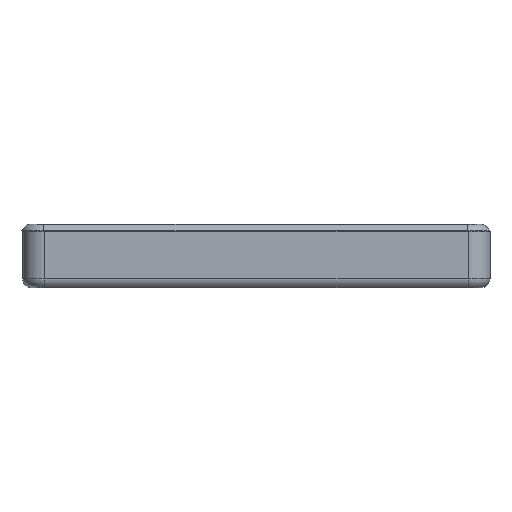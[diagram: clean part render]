
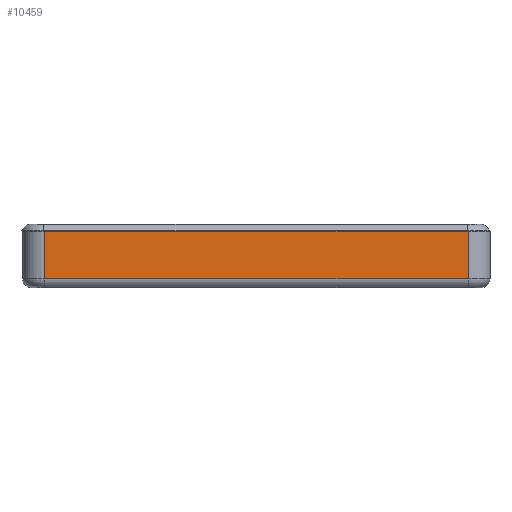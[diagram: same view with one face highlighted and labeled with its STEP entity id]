
A CAD part, left-side view. The second image highlights one B-rep face of the part: STEP entity #10459.
In plain terms, the highlighted planar face has unit normal (-1, 0, 0).
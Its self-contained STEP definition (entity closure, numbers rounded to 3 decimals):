
#1927=FACE_OUTER_BOUND('',#2714,.T.);
#2714=EDGE_LOOP('',(#9728,#9729,#9730,#9731));
#3474=LINE('',#19367,#4273);
#3492=LINE('',#19426,#4291);
#3505=LINE('',#19453,#4304);
#3511=LINE('',#19475,#4310);
#4273=VECTOR('',#13435,10.);
#4291=VECTOR('',#13497,10.);
#4304=VECTOR('',#13520,10.);
#4310=VECTOR('',#13542,10.);
#5256=VERTEX_POINT('',#19360);
#5258=VERTEX_POINT('',#19365);
#5277=VERTEX_POINT('',#19425);
#5286=VERTEX_POINT('',#19452);
#6705=EDGE_CURVE('',#5258,#5256,#3474,.T.);
#6735=EDGE_CURVE('',#5256,#5277,#3492,.T.);
#6749=EDGE_CURVE('',#5277,#5286,#3505,.T.);
#6761=EDGE_CURVE('',#5286,#5258,#3511,.T.);
#9728=ORIENTED_EDGE('',*,*,#6705,.F.);
#9729=ORIENTED_EDGE('',*,*,#6761,.F.);
#9730=ORIENTED_EDGE('',*,*,#6749,.F.);
#9731=ORIENTED_EDGE('',*,*,#6735,.F.);
#9936=PLANE('',#11271);
#10459=ADVANCED_FACE('',(#1927),#9936,.T.);
#11271=AXIS2_PLACEMENT_3D('',#19515,#13595,#13596);
#13435=DIRECTION('',(0.,1.,0.));
#13497=DIRECTION('',(0.,0.,1.));
#13520=DIRECTION('',(0.,-1.,0.));
#13542=DIRECTION('',(0.,0.,-1.));
#13595=DIRECTION('center_axis',(-1.,0.,0.));
#13596=DIRECTION('ref_axis',(0.,-1.,0.));
#19360=CARTESIAN_POINT('',(-62.649,66.076,2.));
#19365=CARTESIAN_POINT('',(-62.649,-31.424,2.));
#19367=CARTESIAN_POINT('',(-62.649,44.201,2.));
#19425=CARTESIAN_POINT('',(-62.649,66.076,13.));
#19426=CARTESIAN_POINT('',(-62.649,66.076,0.));
#19452=CARTESIAN_POINT('',(-62.649,-31.424,13.));
#19453=CARTESIAN_POINT('',(-62.649,-36.424,13.));
#19475=CARTESIAN_POINT('',(-62.649,-31.424,0.));
#19515=CARTESIAN_POINT('Origin',(-62.649,71.076,0.));
